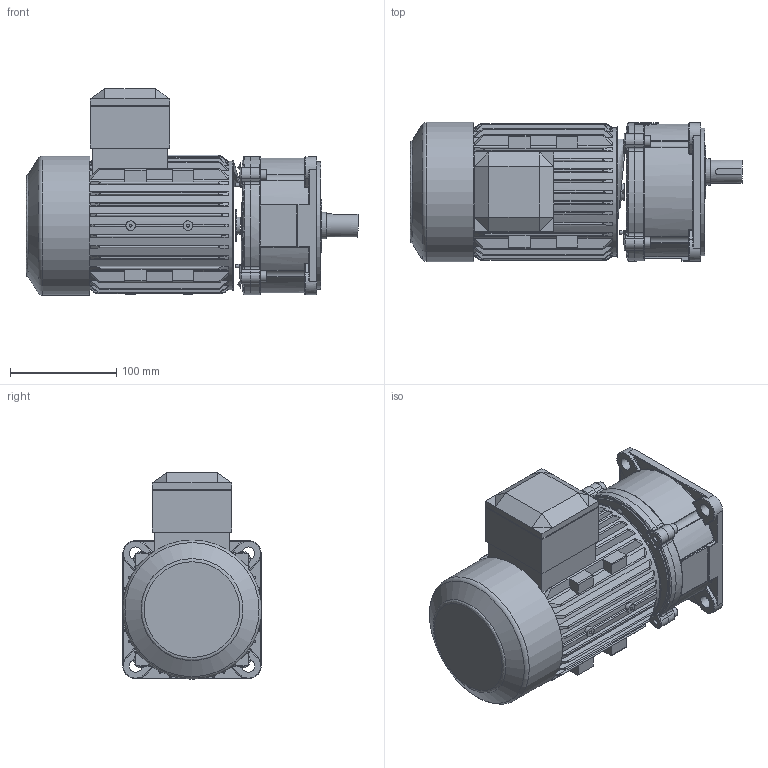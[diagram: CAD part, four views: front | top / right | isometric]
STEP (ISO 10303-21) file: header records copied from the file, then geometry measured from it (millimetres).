
FILE_DESCRIPTION(/* description */ ('Unknown'),/* implementation_level */ '2;1');
FILE_NAME(/* name */ 'EK2DO07902H001_F1VM_0.2KW',/* time_stamp */ '2020-10-16T10:51:13+09:00',/* author */ ('Unknown'),/* organization */ ('Unknown'),/* preprocessor_version */ 'ST-DEVELOPER v16.7',/* originating_system */ 'DEX',/* authorisation */ $);
FILE_SCHEMA (('TECHNICAL_DATA_PACKAGING','AUTOMOTIVE_DESIGN {1 0 10303 214 3 1 1}'));
Length unit declared in the file: millimetre
Products named in the file (6): EK2DO07902H001_F1VM_0.2KW; 鳴鼻 ル遽ヶ 400W 400W(B5); 0.2kW_MB_DKA0800215_DWG_000_20191224; 0.2kW_CASING-V_DKA0102261_DWG_000_20191224; 0.2KW_ﾃ濱oa_0ﾍ_; BOLT
Assembly tree (8 placements, depth 2):
  EK2DO07902H001_F1VM_0.2KW
    鳴鼻 ル遽ヶ 400W 400W(B5)
    0.2kW_MB_DKA0800215_DWG_000_20191224
    0.2kW_CASING-V_DKA0102261_DWG_000_20191224
    0.2KW_ﾃ濱oa_0ﾍ_
    BOLT  x4
Bounding box: 312.5 x 131 x 194.3 mm (x, y, z)
Volume: 3823704.2 mm3; surface area: 276829.8 mm2
Topology: 14 solids, 16 shells, 897 faces, 2216 edges, 1369 vertices
Faces by surface type: plane 371, cylinder 243, torus 101, cone 80, bspline 77, sphere 25
Full cylindrical faces by diameter (mm): 2.7 x6, 3.242 x4, 4.917 x4, 6.005 x4, 6.6 x4, 9 x6, 10 x4, 12 x4, 16 x1, 22 x1, 25 x1, 30 x1, 40 x1, 43 x1, 50 x1, 110 x1, 116 x1, 120 x1, 121 x1, 123 x2, 131 x1
Entity records: 28565 total; most frequent: CARTESIAN_POINT 9150, ORIENTED_EDGE 4016, DIRECTION 3890, EDGE_CURVE 2008, AXIS2_PLACEMENT_3D 1527, VERTEX_POINT 1284, FACE_BOUND 990, EDGE_LOOP 988
